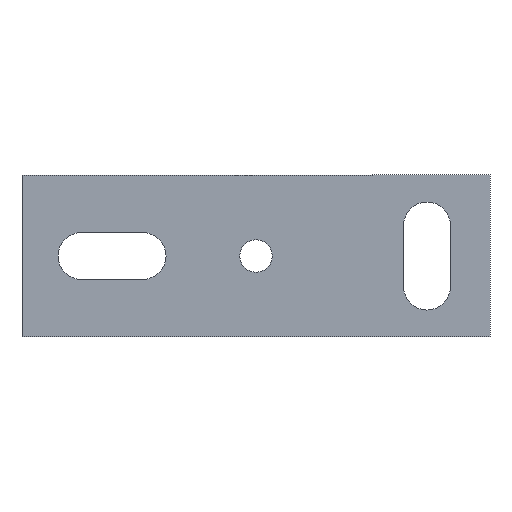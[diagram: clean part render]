
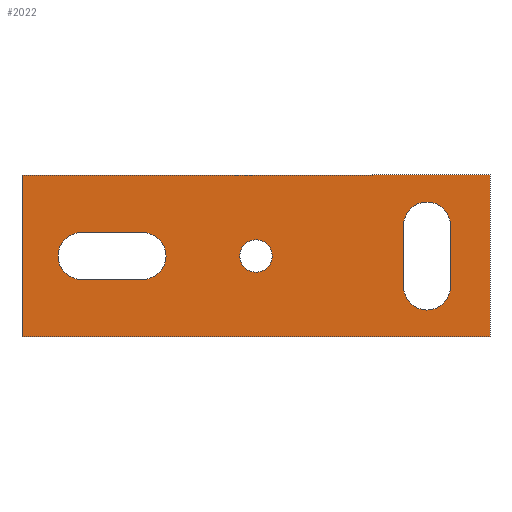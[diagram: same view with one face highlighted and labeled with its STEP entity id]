
A CAD part, left-side view. The second image highlights one B-rep face of the part: STEP entity #2022.
In plain terms, the highlighted planar face has unit normal (-1, 0, 0).
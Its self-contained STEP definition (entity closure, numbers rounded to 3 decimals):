
#9 = EDGE_CURVE ( 'NONE', #2550, #545, #2023, .T. ) ;
#13 = DIRECTION ( 'NONE',  ( -1., 0., 0. ) ) ;
#21 = PLANE ( 'NONE',  #1284 ) ;
#28 = CIRCLE ( 'NONE', #2051, 6.5 ) ;
#37 = DIRECTION ( 'NONE',  ( 0., 0., 1. ) ) ;
#103 = AXIS2_PLACEMENT_3D ( 'NONE', #2492, #1907, #899 ) ;
#118 = ORIENTED_EDGE ( 'NONE', *, *, #1555, .F. ) ;
#136 = EDGE_LOOP ( 'NONE', ( #2020, #1374, #564, #1650 ) ) ;
#138 = CIRCLE ( 'NONE', #1580, 6.5 ) ;
#147 = EDGE_CURVE ( 'NONE', #1261, #1646, #161, .T. ) ;
#161 = CIRCLE ( 'NONE', #1256, 6.5 ) ;
#175 = CARTESIAN_POINT ( 'NONE',  ( -10., 65., -22.5 ) ) ;
#186 = ORIENTED_EDGE ( 'NONE', *, *, #2457, .F. ) ;
#260 = CARTESIAN_POINT ( 'NONE',  ( -10., 48.5, 6.5 ) ) ;
#281 = VECTOR ( 'NONE', #1298, 1000. ) ;
#296 = CARTESIAN_POINT ( 'NONE',  ( -10., 48.5, 6.5 ) ) ;
#321 = ORIENTED_EDGE ( 'NONE', *, *, #1219, .F. ) ;
#340 = DIRECTION ( 'NONE',  ( -1., 0., 0. ) ) ;
#352 = VECTOR ( 'NONE', #2331, 1000. ) ;
#362 = ORIENTED_EDGE ( 'NONE', *, *, #381, .F. ) ;
#367 = VECTOR ( 'NONE', #1806, 1000. ) ;
#381 = EDGE_CURVE ( 'NONE', #1646, #500, #882, .T. ) ;
#383 = DIRECTION ( 'NONE',  ( -1., 0., 0. ) ) ;
#395 = ORIENTED_EDGE ( 'NONE', *, *, #147, .F. ) ;
#397 = CARTESIAN_POINT ( 'NONE',  ( -10., -65., 22.5 ) ) ;
#441 = EDGE_LOOP ( 'NONE', ( #321, #2154, #186, #2269, #1135 ) ) ;
#480 = VERTEX_POINT ( 'NONE', #2355 ) ;
#498 = DIRECTION ( 'NONE',  ( 0., -1., 0. ) ) ;
#500 = VERTEX_POINT ( 'NONE', #941 ) ;
#543 = CARTESIAN_POINT ( 'NONE',  ( -10., 65., 22.5 ) ) ;
#545 = VERTEX_POINT ( 'NONE', #397 ) ;
#560 = CARTESIAN_POINT ( 'NONE',  ( -10., -47.5, -15. ) ) ;
#564 = ORIENTED_EDGE ( 'NONE', *, *, #2564, .T. ) ;
#571 = CARTESIAN_POINT ( 'NONE',  ( -10., 48.5, 0. ) ) ;
#581 = CIRCLE ( 'NONE', #103, 6.5 ) ;
#604 = VERTEX_POINT ( 'NONE', #1644 ) ;
#608 = CARTESIAN_POINT ( 'NONE',  ( -10., 0., 0. ) ) ;
#626 = CARTESIAN_POINT ( 'NONE',  ( -10., 0., 0. ) ) ;
#628 = CIRCLE ( 'NONE', #1512, 6.5 ) ;
#647 = DIRECTION ( 'NONE',  ( 0., 0., 1. ) ) ;
#701 = VECTOR ( 'NONE', #2541, 1000. ) ;
#709 = VERTEX_POINT ( 'NONE', #1717 ) ;
#723 = DIRECTION ( 'NONE',  ( 0., 0., 1. ) ) ;
#728 = CARTESIAN_POINT ( 'NONE',  ( -10., 48.5, -6.5 ) ) ;
#779 = CARTESIAN_POINT ( 'NONE',  ( -10., 0., 0. ) ) ;
#792 = DIRECTION ( 'NONE',  ( -1., 0., 0. ) ) ;
#803 = DIRECTION ( 'NONE',  ( -1., 0., 0. ) ) ;
#826 = CARTESIAN_POINT ( 'NONE',  ( -10., -54., 8.5 ) ) ;
#835 = DIRECTION ( 'NONE',  ( 0., 0., 1. ) ) ;
#839 = VERTEX_POINT ( 'NONE', #175 ) ;
#882 = LINE ( 'NONE', #728, #1629 ) ;
#899 = DIRECTION ( 'NONE',  ( 0., 0., 1. ) ) ;
#902 = EDGE_LOOP ( 'NONE', ( #1855, #1743 ) ) ;
#932 = CARTESIAN_POINT ( 'NONE',  ( -10., 65., -22.5 ) ) ;
#941 = CARTESIAN_POINT ( 'NONE',  ( -10., 31.5, -6.5 ) ) ;
#1006 = VERTEX_POINT ( 'NONE', #1825 ) ;
#1030 = LINE ( 'NONE', #1792, #367 ) ;
#1040 = LINE ( 'NONE', #1692, #281 ) ;
#1045 = CARTESIAN_POINT ( 'NONE',  ( -10., -47.5, -8.5 ) ) ;
#1085 = VECTOR ( 'NONE', #647, 1000. ) ;
#1103 = DIRECTION ( 'NONE',  ( -1., 0., 0. ) ) ;
#1126 = DIRECTION ( 'NONE',  ( 0., 0., -1. ) ) ;
#1135 = ORIENTED_EDGE ( 'NONE', *, *, #1898, .F. ) ;
#1139 = DIRECTION ( 'NONE',  ( 0., 0., 1. ) ) ;
#1153 = EDGE_CURVE ( 'NONE', #1725, #2546, #1744, .T. ) ;
#1194 = EDGE_CURVE ( 'NONE', #2293, #709, #628, .T. ) ;
#1214 = EDGE_CURVE ( 'NONE', #500, #604, #28, .T. ) ;
#1219 = EDGE_CURVE ( 'NONE', #709, #1839, #1030, .T. ) ;
#1256 = AXIS2_PLACEMENT_3D ( 'NONE', #571, #340, #1139 ) ;
#1261 = VERTEX_POINT ( 'NONE', #260 ) ;
#1284 = AXIS2_PLACEMENT_3D ( 'NONE', #626, #383, #835 ) ;
#1298 = DIRECTION ( 'NONE',  ( 0., 1., 0. ) ) ;
#1312 = EDGE_CURVE ( 'NONE', #480, #1006, #2391, .T. ) ;
#1374 = ORIENTED_EDGE ( 'NONE', *, *, #2499, .T. ) ;
#1379 = DIRECTION ( 'NONE',  ( 0., 0., 1. ) ) ;
#1400 = FACE_BOUND ( 'NONE', #441, .T. ) ;
#1504 = LINE ( 'NONE', #2135, #701 ) ;
#1512 = AXIS2_PLACEMENT_3D ( 'NONE', #1045, #803, #2191 ) ;
#1516 = CARTESIAN_POINT ( 'NONE',  ( -10., -47.5, -8.5 ) ) ;
#1555 = EDGE_CURVE ( 'NONE', #604, #1261, #1885, .T. ) ;
#1559 = CARTESIAN_POINT ( 'NONE',  ( -10., -41., -8.5 ) ) ;
#1580 = AXIS2_PLACEMENT_3D ( 'NONE', #1516, #1103, #723 ) ;
#1629 = VECTOR ( 'NONE', #498, 1000. ) ;
#1644 = CARTESIAN_POINT ( 'NONE',  ( -10., 31.5, 6.5 ) ) ;
#1646 = VERTEX_POINT ( 'NONE', #2389 ) ;
#1650 = ORIENTED_EDGE ( 'NONE', *, *, #9, .T. ) ;
#1692 = CARTESIAN_POINT ( 'NONE',  ( -10., 65., 22.5 ) ) ;
#1698 = LINE ( 'NONE', #932, #352 ) ;
#1713 = DIRECTION ( 'NONE',  ( 0., 1., 0. ) ) ;
#1717 = CARTESIAN_POINT ( 'NONE',  ( -10., -54., -8.5 ) ) ;
#1722 = CARTESIAN_POINT ( 'NONE',  ( -10., -41., -8.5 ) ) ;
#1725 = VERTEX_POINT ( 'NONE', #1732 ) ;
#1732 = CARTESIAN_POINT ( 'NONE',  ( -10., -41., 8.5 ) ) ;
#1743 = ORIENTED_EDGE ( 'NONE', *, *, #1312, .F. ) ;
#1744 = LINE ( 'NONE', #1559, #1876 ) ;
#1767 = DIRECTION ( 'NONE',  ( -1., 0., 0. ) ) ;
#1780 = FACE_BOUND ( 'NONE', #902, .T. ) ;
#1792 = CARTESIAN_POINT ( 'NONE',  ( -10., -54., -8.5 ) ) ;
#1806 = DIRECTION ( 'NONE',  ( 0., 0., 1. ) ) ;
#1821 = CARTESIAN_POINT ( 'NONE',  ( -10., -65., -22.5 ) ) ;
#1825 = CARTESIAN_POINT ( 'NONE',  ( -10., 0., -4.5 ) ) ;
#1839 = VERTEX_POINT ( 'NONE', #826 ) ;
#1855 = ORIENTED_EDGE ( 'NONE', *, *, #2123, .F. ) ;
#1861 = CIRCLE ( 'NONE', #2465, 4.5 ) ;
#1876 = VECTOR ( 'NONE', #1126, 1000. ) ;
#1885 = LINE ( 'NONE', #296, #2475 ) ;
#1898 = EDGE_CURVE ( 'NONE', #1839, #1725, #581, .T. ) ;
#1907 = DIRECTION ( 'NONE',  ( -1., 0., 0. ) ) ;
#2020 = ORIENTED_EDGE ( 'NONE', *, *, #2063, .T. ) ;
#2022 = ADVANCED_FACE ( 'NONE', ( #2025, #2179, #1780, #1400 ), #21, .T. ) ;
#2023 = LINE ( 'NONE', #1821, #1085 ) ;
#2025 = FACE_BOUND ( 'NONE', #2085, .T. ) ;
#2051 = AXIS2_PLACEMENT_3D ( 'NONE', #2203, #13, #37 ) ;
#2063 = EDGE_CURVE ( 'NONE', #545, #2567, #1040, .T. ) ;
#2085 = EDGE_LOOP ( 'NONE', ( #362, #395, #118, #2176 ) ) ;
#2123 = EDGE_CURVE ( 'NONE', #1006, #480, #1861, .T. ) ;
#2135 = CARTESIAN_POINT ( 'NONE',  ( -10., 65., -22.5 ) ) ;
#2154 = ORIENTED_EDGE ( 'NONE', *, *, #1194, .F. ) ;
#2176 = ORIENTED_EDGE ( 'NONE', *, *, #1214, .F. ) ;
#2177 = AXIS2_PLACEMENT_3D ( 'NONE', #608, #1767, #1379 ) ;
#2179 = FACE_OUTER_BOUND ( 'NONE', #136, .T. ) ;
#2191 = DIRECTION ( 'NONE',  ( 0., 0., 1. ) ) ;
#2203 = CARTESIAN_POINT ( 'NONE',  ( -10., 31.5, 0. ) ) ;
#2269 = ORIENTED_EDGE ( 'NONE', *, *, #1153, .F. ) ;
#2293 = VERTEX_POINT ( 'NONE', #560 ) ;
#2331 = DIRECTION ( 'NONE',  ( 0., 0., -1. ) ) ;
#2355 = CARTESIAN_POINT ( 'NONE',  ( -10., 0., 4.5 ) ) ;
#2389 = CARTESIAN_POINT ( 'NONE',  ( -10., 48.5, -6.5 ) ) ;
#2391 = CIRCLE ( 'NONE', #2177, 4.5 ) ;
#2437 = DIRECTION ( 'NONE',  ( 0., 0., 1. ) ) ;
#2457 = EDGE_CURVE ( 'NONE', #2546, #2293, #138, .T. ) ;
#2465 = AXIS2_PLACEMENT_3D ( 'NONE', #779, #792, #2437 ) ;
#2475 = VECTOR ( 'NONE', #1713, 1000. ) ;
#2492 = CARTESIAN_POINT ( 'NONE',  ( -10., -47.5, 8.5 ) ) ;
#2499 = EDGE_CURVE ( 'NONE', #2567, #839, #1698, .T. ) ;
#2531 = CARTESIAN_POINT ( 'NONE',  ( -10., -65., -22.5 ) ) ;
#2541 = DIRECTION ( 'NONE',  ( 0., -1., 0. ) ) ;
#2546 = VERTEX_POINT ( 'NONE', #1722 ) ;
#2550 = VERTEX_POINT ( 'NONE', #2531 ) ;
#2564 = EDGE_CURVE ( 'NONE', #839, #2550, #1504, .T. ) ;
#2567 = VERTEX_POINT ( 'NONE', #543 ) ;
